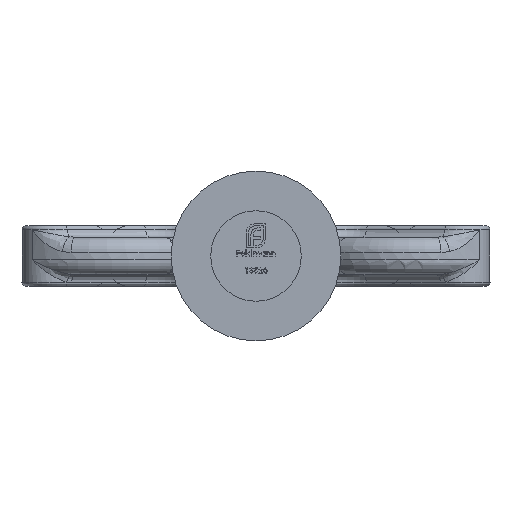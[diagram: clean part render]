
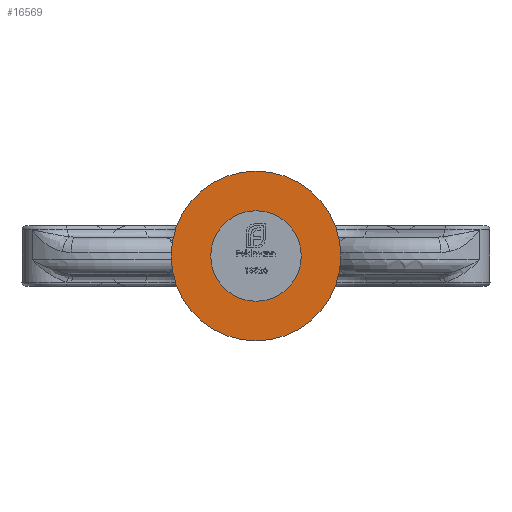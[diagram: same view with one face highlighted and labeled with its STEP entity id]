
A CAD part, front view. The second image highlights one B-rep face of the part: STEP entity #16569.
In plain terms, the highlighted planar face has unit normal (0, -1, 0).
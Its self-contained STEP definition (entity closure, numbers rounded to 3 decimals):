
#935 = CARTESIAN_POINT ( 'NONE',  ( 0., -16.5, -6. ) ) ;
#2383 = PLANE ( 'NONE',  #20226 ) ;
#3220 = CARTESIAN_POINT ( 'NONE',  ( 0., -16.5, 0. ) ) ;
#4316 = AXIS2_PLACEMENT_3D ( 'NONE', #3220, #11784, #13439 ) ;
#4411 = ORIENTED_EDGE ( 'NONE', *, *, #20223, .F. ) ;
#6653 = CARTESIAN_POINT ( 'NONE',  ( 0., -16.5, 0. ) ) ;
#6878 = DIRECTION ( 'NONE',  ( 0., -1., 0. ) ) ;
#7058 = CIRCLE ( 'NONE', #9336, 6. ) ;
#8308 = DIRECTION ( 'NONE',  ( 0., 0., -1. ) ) ;
#9336 = AXIS2_PLACEMENT_3D ( 'NONE', #6653, #6878, #8308 ) ;
#9752 = CIRCLE ( 'NONE', #4316, 11.25 ) ;
#10922 = DIRECTION ( 'NONE',  ( 0., 0., -1. ) ) ;
#11129 = CARTESIAN_POINT ( 'NONE',  ( 0., -16.5, -11.25 ) ) ;
#11141 = DIRECTION ( 'NONE',  ( 0., -1., 0. ) ) ;
#11177 = EDGE_LOOP ( 'NONE', ( #4411 ) ) ;
#11289 = ORIENTED_EDGE ( 'NONE', *, *, #17288, .T. ) ;
#11784 = DIRECTION ( 'NONE',  ( 0., -1., 0. ) ) ;
#12188 = FACE_BOUND ( 'NONE', #11177, .T. ) ;
#12802 = VERTEX_POINT ( 'NONE', #935 ) ;
#13439 = DIRECTION ( 'NONE',  ( 0., 0., -1. ) ) ;
#14402 = VERTEX_POINT ( 'NONE', #11129 ) ;
#16569 = ADVANCED_FACE ( 'NONE', ( #12188, #19170 ), #2383, .T. ) ;
#17171 = EDGE_LOOP ( 'NONE', ( #11289 ) ) ;
#17288 = EDGE_CURVE ( 'NONE', #14402, #14402, #9752, .T. ) ;
#19170 = FACE_OUTER_BOUND ( 'NONE', #17171, .T. ) ;
#20223 = EDGE_CURVE ( 'NONE', #12802, #12802, #7058, .T. ) ;
#20226 = AXIS2_PLACEMENT_3D ( 'NONE', #21214, #11141, #10922 ) ;
#21214 = CARTESIAN_POINT ( 'NONE',  ( 0., -16.5, 0. ) ) ;
